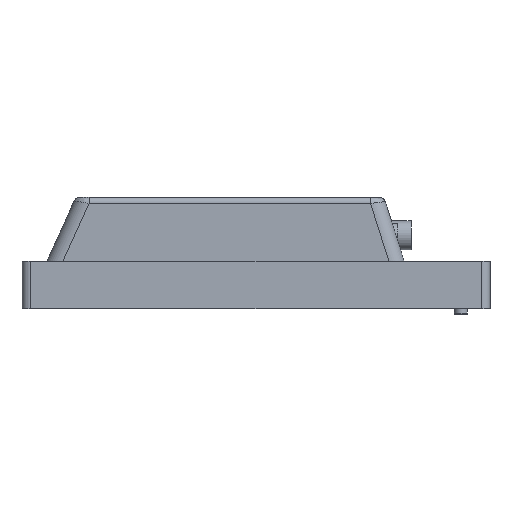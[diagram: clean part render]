
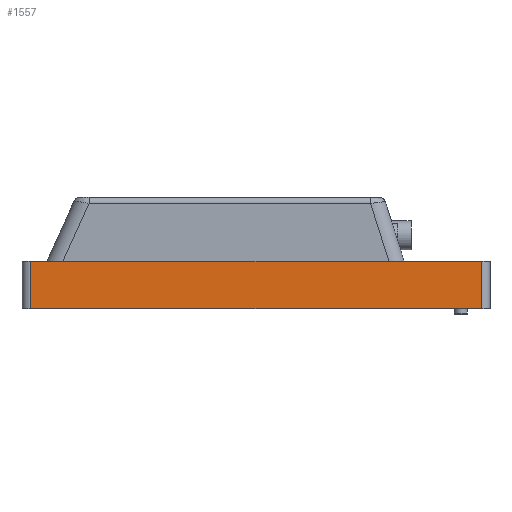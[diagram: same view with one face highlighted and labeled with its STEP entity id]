
A CAD part, left-side view. The second image highlights one B-rep face of the part: STEP entity #1557.
In plain terms, the highlighted planar face has unit normal (-1, 0, 0).
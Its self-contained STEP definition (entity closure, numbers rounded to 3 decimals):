
#53 = CARTESIAN_POINT ( 'NONE',  ( -100.5, 77.5, -16.25 ) ) ;
#82 = LINE ( 'NONE', #13555, #2692 ) ;
#1557 = ADVANCED_FACE ( 'NONE', ( #10297 ), #1806, .T. ) ;
#1577 = LINE ( 'NONE', #12233, #6812 ) ;
#1806 = PLANE ( 'NONE',  #11788 ) ;
#2159 = DIRECTION ( 'NONE',  ( 0., 0., 1. ) ) ;
#2430 = VERTEX_POINT ( 'NONE', #53 ) ;
#2521 = CARTESIAN_POINT ( 'NONE',  ( -100.5, -77.5, -16.25 ) ) ;
#2532 = LINE ( 'NONE', #11410, #11542 ) ;
#2556 = VERTEX_POINT ( 'NONE', #11700 ) ;
#2692 = VECTOR ( 'NONE', #8354, 1000. ) ;
#2759 = DIRECTION ( 'NONE',  ( 0., 0., 1. ) ) ;
#3701 = LINE ( 'NONE', #2521, #5517 ) ;
#3888 = DIRECTION ( 'NONE',  ( -1., 0., 0. ) ) ;
#4848 = VERTEX_POINT ( 'NONE', #12997 ) ;
#5017 = ORIENTED_EDGE ( 'NONE', *, *, #10286, .F. ) ;
#5292 = ORIENTED_EDGE ( 'NONE', *, *, #8242, .T. ) ;
#5517 = VECTOR ( 'NONE', #6727, 1000. ) ;
#6727 = DIRECTION ( 'NONE',  ( 0., -1., 0. ) ) ;
#6812 = VECTOR ( 'NONE', #2759, 1000. ) ;
#6944 = CARTESIAN_POINT ( 'NONE',  ( -100.5, -77.5, 0. ) ) ;
#7968 = ORIENTED_EDGE ( 'NONE', *, *, #9911, .F. ) ;
#8242 = EDGE_CURVE ( 'NONE', #4848, #12804, #1577, .T. ) ;
#8354 = DIRECTION ( 'NONE',  ( 0., -1., 0. ) ) ;
#8538 = ORIENTED_EDGE ( 'NONE', *, *, #8812, .T. ) ;
#8812 = EDGE_CURVE ( 'NONE', #2430, #4848, #3701, .T. ) ;
#9137 = CARTESIAN_POINT ( 'NONE',  ( -100.5, -77.5, -16.25 ) ) ;
#9220 = DIRECTION ( 'NONE',  ( 0., 0., 1. ) ) ;
#9911 = EDGE_CURVE ( 'NONE', #2430, #2556, #2532, .T. ) ;
#10286 = EDGE_CURVE ( 'NONE', #2556, #12804, #82, .T. ) ;
#10297 = FACE_OUTER_BOUND ( 'NONE', #12857, .T. ) ;
#11410 = CARTESIAN_POINT ( 'NONE',  ( -100.5, 77.5, -16.25 ) ) ;
#11542 = VECTOR ( 'NONE', #2159, 1000. ) ;
#11700 = CARTESIAN_POINT ( 'NONE',  ( -100.5, 77.5, 0. ) ) ;
#11788 = AXIS2_PLACEMENT_3D ( 'NONE', #9137, #3888, #9220 ) ;
#12233 = CARTESIAN_POINT ( 'NONE',  ( -100.5, -77.5, -16.25 ) ) ;
#12804 = VERTEX_POINT ( 'NONE', #6944 ) ;
#12857 = EDGE_LOOP ( 'NONE', ( #5017, #7968, #8538, #5292 ) ) ;
#12997 = CARTESIAN_POINT ( 'NONE',  ( -100.5, -77.5, -16.25 ) ) ;
#13555 = CARTESIAN_POINT ( 'NONE',  ( -100.5, -77.5, 0. ) ) ;
